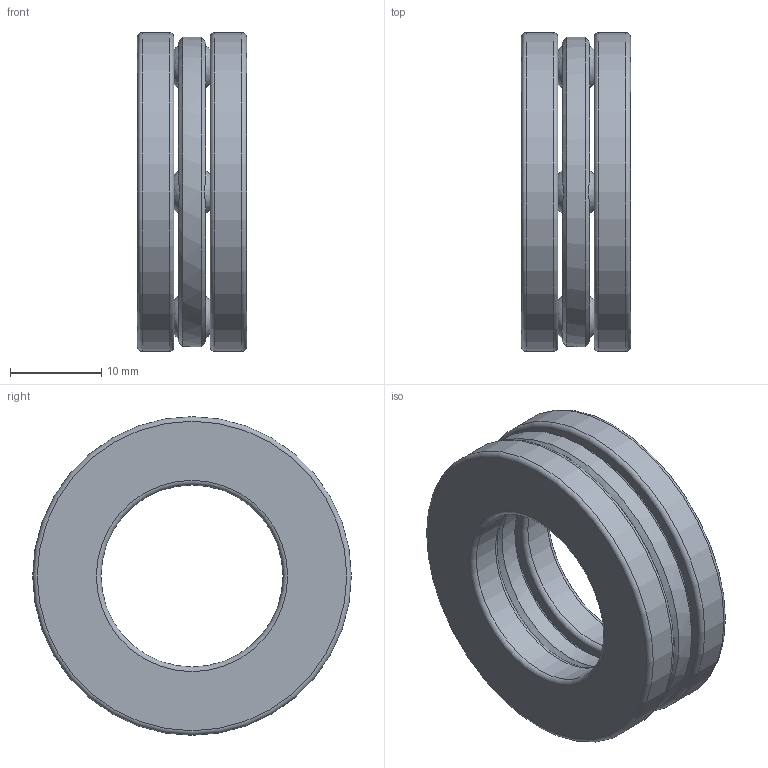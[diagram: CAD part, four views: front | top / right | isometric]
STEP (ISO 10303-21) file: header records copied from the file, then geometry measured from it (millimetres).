
FILE_DESCRIPTION (( 'STEP AP203' ), '1' );
FILE_NAME ('2903-ABB.step', '2017-03-07T16:42:53', ( '' ), ( '' ), 'SwSTEP 2.0', 'SolidWorks 2017', '' );
FILE_SCHEMA (( 'CONFIG_CONTROL_DESIGN' ));
Length unit declared in the file: inch
Products named in the file (1): 2903-ABB
Bounding box: 11.99 x 35 x 35 mm (x, y, z)
Volume: 6461.1 mm3; surface area: 5820.6 mm2
Topology: 7 solids, 7 shells, 42 faces, 112 edges, 68 vertices
Faces by surface type: plane 14, torus 10, cylinder 10, sphere 4, cone 4
Full cylindrical faces by diameter (mm): 5.817 x4, 19.99 x2, 21.006 x1, 33.985 x1, 35.001 x2
Entity records: 1271 total; most frequent: CARTESIAN_POINT 315, DIRECTION 198, ORIENTED_EDGE 144, AXIS2_PLACEMENT_3D 99, EDGE_CURVE 72, EDGE_LOOP 68, FACE_OUTER_BOUND 58, CIRCLE 56
